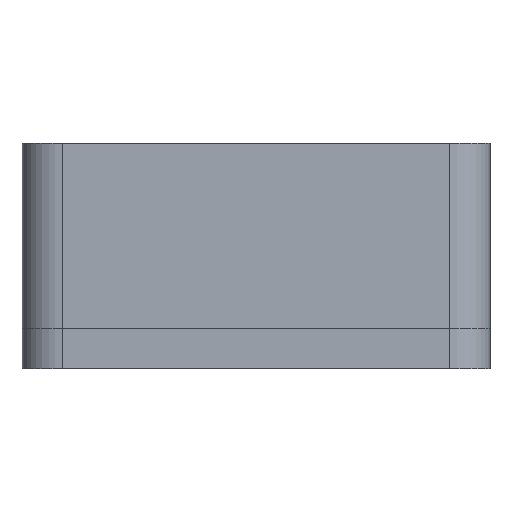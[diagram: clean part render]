
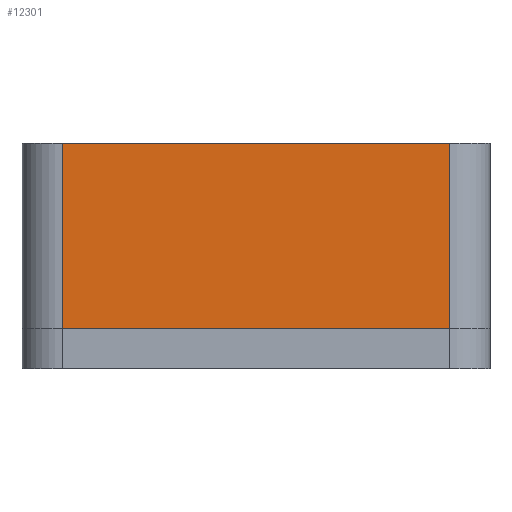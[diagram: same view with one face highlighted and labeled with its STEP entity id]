
A CAD part, left-side view. The second image highlights one B-rep face of the part: STEP entity #12301.
In plain terms, the highlighted planar face has unit normal (-1, 0, 0).
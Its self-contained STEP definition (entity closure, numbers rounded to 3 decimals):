
#12098 = VERTEX_POINT('',#12099);
#12099 = CARTESIAN_POINT('',(-2.9,2.4,0.5));
#12107 = CYLINDRICAL_SURFACE('',#12108,0.5);
#12108 = AXIS2_PLACEMENT_3D('',#12109,#12110,#12111);
#12109 = CARTESIAN_POINT('',(-2.4,2.4,0.5));
#12110 = DIRECTION('',(0.,0.,-1.));
#12111 = DIRECTION('',(1.,0.,0.));
#12141 = PLANE('',#12142);
#12142 = AXIS2_PLACEMENT_3D('',#12143,#12144,#12145);
#12143 = CARTESIAN_POINT('',(-2.9,-2.9,0.5));
#12144 = DIRECTION('',(0.,0.,1.));
#12145 = DIRECTION('',(1.,0.,0.));
#12153 = EDGE_CURVE('',#12098,#12154,#12156,.T.);
#12154 = VERTEX_POINT('',#12155);
#12155 = CARTESIAN_POINT('',(-2.9,2.4,2.8));
#12156 = SURFACE_CURVE('',#12157,(#12161,#12190),.PCURVE_S1.);
#12157 = LINE('',#12158,#12159);
#12158 = CARTESIAN_POINT('',(-2.9,2.4,0.5));
#12159 = VECTOR('',#12160,1.);
#12160 = DIRECTION('',(0.,0.,1.));
#12161 = PCURVE('',#12107,#12162);
#12162 = DEFINITIONAL_REPRESENTATION('',(#12163),#12189);
#12163 = B_SPLINE_CURVE_WITH_KNOTS('',3,(#12164,#12165,#12166,#12167,
    #12168,#12169,#12170,#12171,#12172,#12173,#12174,#12175,#12176,
    #12177,#12178,#12179,#12180,#12181,#12182,#12183,#12184,#12185,
    #12186,#12187,#12188),.UNSPECIFIED.,.F.,.F.,(4,1,1,1,1,1,1,1,1,1,1,1
    ,1,1,1,1,1,1,1,1,1,1,4),(0.,0.105,0.209,
    0.314,0.418,0.523,0.627,
    0.732,0.836,0.941,1.045,1.15,
    1.255,1.359,1.464,1.568,
    1.673,1.777,1.882,1.986,
    2.091,2.195,2.3),.QUASI_UNIFORM_KNOTS.);
#12164 = CARTESIAN_POINT('',(3.142,0.));
#12165 = CARTESIAN_POINT('',(3.142,-0.035));
#12166 = CARTESIAN_POINT('',(3.142,-0.105));
#12167 = CARTESIAN_POINT('',(3.142,-0.209));
#12168 = CARTESIAN_POINT('',(3.142,-0.314));
#12169 = CARTESIAN_POINT('',(3.142,-0.418));
#12170 = CARTESIAN_POINT('',(3.142,-0.523));
#12171 = CARTESIAN_POINT('',(3.142,-0.627));
#12172 = CARTESIAN_POINT('',(3.142,-0.732));
#12173 = CARTESIAN_POINT('',(3.142,-0.836));
#12174 = CARTESIAN_POINT('',(3.142,-0.941));
#12175 = CARTESIAN_POINT('',(3.142,-1.045));
#12176 = CARTESIAN_POINT('',(3.142,-1.15));
#12177 = CARTESIAN_POINT('',(3.142,-1.255));
#12178 = CARTESIAN_POINT('',(3.142,-1.359));
#12179 = CARTESIAN_POINT('',(3.142,-1.464));
#12180 = CARTESIAN_POINT('',(3.142,-1.568));
#12181 = CARTESIAN_POINT('',(3.142,-1.673));
#12182 = CARTESIAN_POINT('',(3.142,-1.777));
#12183 = CARTESIAN_POINT('',(3.142,-1.882));
#12184 = CARTESIAN_POINT('',(3.142,-1.986));
#12185 = CARTESIAN_POINT('',(3.142,-2.091));
#12186 = CARTESIAN_POINT('',(3.142,-2.195));
#12187 = CARTESIAN_POINT('',(3.142,-2.265));
#12188 = CARTESIAN_POINT('',(3.142,-2.3));
#12189 = ( GEOMETRIC_REPRESENTATION_CONTEXT(2) 
PARAMETRIC_REPRESENTATION_CONTEXT() REPRESENTATION_CONTEXT('2D SPACE',''
  ) );
#12190 = PCURVE('',#12191,#12196);
#12191 = PLANE('',#12192);
#12192 = AXIS2_PLACEMENT_3D('',#12193,#12194,#12195);
#12193 = CARTESIAN_POINT('',(-2.9,2.9,0.5));
#12194 = DIRECTION('',(-1.,0.,0.));
#12195 = DIRECTION('',(0.,0.,1.));
#12196 = DEFINITIONAL_REPRESENTATION('',(#12197),#12201);
#12197 = LINE('',#12198,#12199);
#12198 = CARTESIAN_POINT('',(0.,-0.5));
#12199 = VECTOR('',#12200,1.);
#12200 = DIRECTION('',(1.,0.));
#12201 = ( GEOMETRIC_REPRESENTATION_CONTEXT(2) 
PARAMETRIC_REPRESENTATION_CONTEXT() REPRESENTATION_CONTEXT('2D SPACE',''
  ) );
#12242 = PLANE('',#12243);
#12243 = AXIS2_PLACEMENT_3D('',#12244,#12245,#12246);
#12244 = CARTESIAN_POINT('',(-2.9,-2.9,2.8));
#12245 = DIRECTION('',(0.,0.,1.));
#12246 = DIRECTION('',(1.,0.,0.));
#12301 = ADVANCED_FACE('',(#12302),#12191,.T.);
#12302 = FACE_BOUND('',#12303,.T.);
#12303 = EDGE_LOOP('',(#12304,#12327,#12328,#12351));
#12304 = ORIENTED_EDGE('',*,*,#12305,.F.);
#12305 = EDGE_CURVE('',#12154,#12306,#12308,.T.);
#12306 = VERTEX_POINT('',#12307);
#12307 = CARTESIAN_POINT('',(-2.9,-2.4,2.8));
#12308 = SURFACE_CURVE('',#12309,(#12313,#12320),.PCURVE_S1.);
#12309 = LINE('',#12310,#12311);
#12310 = CARTESIAN_POINT('',(-2.9,2.9,2.8));
#12311 = VECTOR('',#12312,1.);
#12312 = DIRECTION('',(0.,-1.,0.));
#12313 = PCURVE('',#12191,#12314);
#12314 = DEFINITIONAL_REPRESENTATION('',(#12315),#12319);
#12315 = LINE('',#12316,#12317);
#12316 = CARTESIAN_POINT('',(2.3,0.));
#12317 = VECTOR('',#12318,1.);
#12318 = DIRECTION('',(0.,-1.));
#12319 = ( GEOMETRIC_REPRESENTATION_CONTEXT(2) 
PARAMETRIC_REPRESENTATION_CONTEXT() REPRESENTATION_CONTEXT('2D SPACE',''
  ) );
#12320 = PCURVE('',#12242,#12321);
#12321 = DEFINITIONAL_REPRESENTATION('',(#12322),#12326);
#12322 = LINE('',#12323,#12324);
#12323 = CARTESIAN_POINT('',(0.,5.8));
#12324 = VECTOR('',#12325,1.);
#12325 = DIRECTION('',(0.,-1.));
#12326 = ( GEOMETRIC_REPRESENTATION_CONTEXT(2) 
PARAMETRIC_REPRESENTATION_CONTEXT() REPRESENTATION_CONTEXT('2D SPACE',''
  ) );
#12327 = ORIENTED_EDGE('',*,*,#12153,.F.);
#12328 = ORIENTED_EDGE('',*,*,#12329,.T.);
#12329 = EDGE_CURVE('',#12098,#12330,#12332,.T.);
#12330 = VERTEX_POINT('',#12331);
#12331 = CARTESIAN_POINT('',(-2.9,-2.4,0.5));
#12332 = SURFACE_CURVE('',#12333,(#12337,#12344),.PCURVE_S1.);
#12333 = LINE('',#12334,#12335);
#12334 = CARTESIAN_POINT('',(-2.9,2.9,0.5));
#12335 = VECTOR('',#12336,1.);
#12336 = DIRECTION('',(0.,-1.,0.));
#12337 = PCURVE('',#12191,#12338);
#12338 = DEFINITIONAL_REPRESENTATION('',(#12339),#12343);
#12339 = LINE('',#12340,#12341);
#12340 = CARTESIAN_POINT('',(0.,0.));
#12341 = VECTOR('',#12342,1.);
#12342 = DIRECTION('',(0.,-1.));
#12343 = ( GEOMETRIC_REPRESENTATION_CONTEXT(2) 
PARAMETRIC_REPRESENTATION_CONTEXT() REPRESENTATION_CONTEXT('2D SPACE',''
  ) );
#12344 = PCURVE('',#12141,#12345);
#12345 = DEFINITIONAL_REPRESENTATION('',(#12346),#12350);
#12346 = LINE('',#12347,#12348);
#12347 = CARTESIAN_POINT('',(0.,5.8));
#12348 = VECTOR('',#12349,1.);
#12349 = DIRECTION('',(0.,-1.));
#12350 = ( GEOMETRIC_REPRESENTATION_CONTEXT(2) 
PARAMETRIC_REPRESENTATION_CONTEXT() REPRESENTATION_CONTEXT('2D SPACE',''
  ) );
#12351 = ORIENTED_EDGE('',*,*,#12352,.T.);
#12352 = EDGE_CURVE('',#12330,#12306,#12353,.T.);
#12353 = SURFACE_CURVE('',#12354,(#12358,#12365),.PCURVE_S1.);
#12354 = LINE('',#12355,#12356);
#12355 = CARTESIAN_POINT('',(-2.9,-2.4,0.5));
#12356 = VECTOR('',#12357,1.);
#12357 = DIRECTION('',(0.,0.,1.));
#12358 = PCURVE('',#12191,#12359);
#12359 = DEFINITIONAL_REPRESENTATION('',(#12360),#12364);
#12360 = LINE('',#12361,#12362);
#12361 = CARTESIAN_POINT('',(0.,-5.3));
#12362 = VECTOR('',#12363,1.);
#12363 = DIRECTION('',(1.,0.));
#12364 = ( GEOMETRIC_REPRESENTATION_CONTEXT(2) 
PARAMETRIC_REPRESENTATION_CONTEXT() REPRESENTATION_CONTEXT('2D SPACE',''
  ) );
#12365 = PCURVE('',#12366,#12371);
#12366 = CYLINDRICAL_SURFACE('',#12367,0.5);
#12367 = AXIS2_PLACEMENT_3D('',#12368,#12369,#12370);
#12368 = CARTESIAN_POINT('',(-2.4,-2.4,0.5));
#12369 = DIRECTION('',(0.,0.,-1.));
#12370 = DIRECTION('',(1.,0.,0.));
#12371 = DEFINITIONAL_REPRESENTATION('',(#12372),#12398);
#12372 = B_SPLINE_CURVE_WITH_KNOTS('',3,(#12373,#12374,#12375,#12376,
    #12377,#12378,#12379,#12380,#12381,#12382,#12383,#12384,#12385,
    #12386,#12387,#12388,#12389,#12390,#12391,#12392,#12393,#12394,
    #12395,#12396,#12397),.UNSPECIFIED.,.F.,.F.,(4,1,1,1,1,1,1,1,1,1,1,1
    ,1,1,1,1,1,1,1,1,1,1,4),(0.,0.105,0.209,
    0.314,0.418,0.523,0.627,
    0.732,0.836,0.941,1.045,1.15,
    1.255,1.359,1.464,1.568,
    1.673,1.777,1.882,1.986,
    2.091,2.195,2.3),.QUASI_UNIFORM_KNOTS.);
#12373 = CARTESIAN_POINT('',(3.142,0.));
#12374 = CARTESIAN_POINT('',(3.142,-0.035));
#12375 = CARTESIAN_POINT('',(3.142,-0.105));
#12376 = CARTESIAN_POINT('',(3.142,-0.209));
#12377 = CARTESIAN_POINT('',(3.142,-0.314));
#12378 = CARTESIAN_POINT('',(3.142,-0.418));
#12379 = CARTESIAN_POINT('',(3.142,-0.523));
#12380 = CARTESIAN_POINT('',(3.142,-0.627));
#12381 = CARTESIAN_POINT('',(3.142,-0.732));
#12382 = CARTESIAN_POINT('',(3.142,-0.836));
#12383 = CARTESIAN_POINT('',(3.142,-0.941));
#12384 = CARTESIAN_POINT('',(3.142,-1.045));
#12385 = CARTESIAN_POINT('',(3.142,-1.15));
#12386 = CARTESIAN_POINT('',(3.142,-1.255));
#12387 = CARTESIAN_POINT('',(3.142,-1.359));
#12388 = CARTESIAN_POINT('',(3.142,-1.464));
#12389 = CARTESIAN_POINT('',(3.142,-1.568));
#12390 = CARTESIAN_POINT('',(3.142,-1.673));
#12391 = CARTESIAN_POINT('',(3.142,-1.777));
#12392 = CARTESIAN_POINT('',(3.142,-1.882));
#12393 = CARTESIAN_POINT('',(3.142,-1.986));
#12394 = CARTESIAN_POINT('',(3.142,-2.091));
#12395 = CARTESIAN_POINT('',(3.142,-2.195));
#12396 = CARTESIAN_POINT('',(3.142,-2.265));
#12397 = CARTESIAN_POINT('',(3.142,-2.3));
#12398 = ( GEOMETRIC_REPRESENTATION_CONTEXT(2) 
PARAMETRIC_REPRESENTATION_CONTEXT() REPRESENTATION_CONTEXT('2D SPACE',''
  ) );
